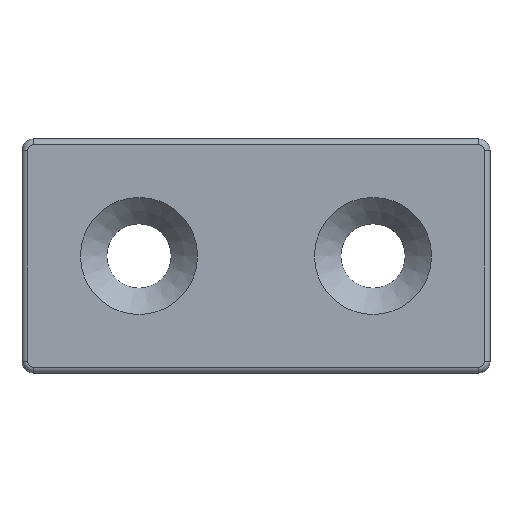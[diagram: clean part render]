
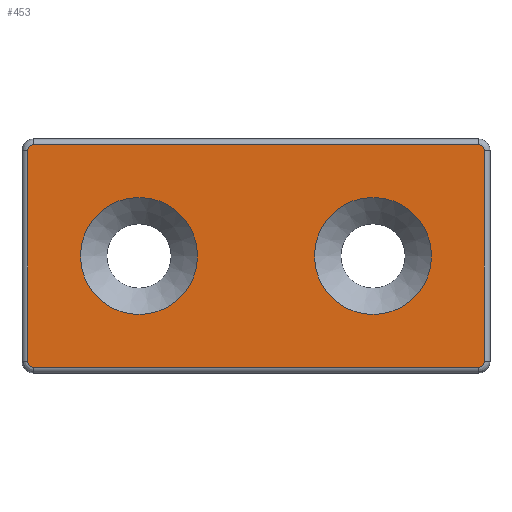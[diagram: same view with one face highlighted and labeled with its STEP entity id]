
A CAD part, top view. The second image highlights one B-rep face of the part: STEP entity #453.
In plain terms, the highlighted planar face has unit normal (0, 0, 1).
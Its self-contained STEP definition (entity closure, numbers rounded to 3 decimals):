
#18=FACE_BOUND($,#147,.T.);
#19=FACE_BOUND($,#148,.T.);
#20=FACE_BOUND($,#149,.T.);
#30=PLANE($,#512);
#46=LINE($,#790,#70);
#48=LINE($,#795,#72);
#49=LINE($,#826,#73);
#51=LINE($,#831,#75);
#70=VECTOR($,#607,38.);
#72=VECTOR($,#613,18.);
#73=VECTOR($,#628,18.);
#75=VECTOR($,#634,38.);
#147=EDGE_LOOP($,(#399));
#148=EDGE_LOOP($,(#400));
#149=EDGE_LOOP($,(#401,#402,#403,#404,#405,#406,#407,#408));
#180=CIRCLE($,#492,0.5);
#185=CIRCLE($,#499,0.5);
#188=CIRCLE($,#502,0.5);
#192=CIRCLE($,#508,0.5);
#193=CIRCLE($,#513,5.);
#194=CIRCLE($,#514,5.);
#220=VERTEX_POINT($,#781);
#221=VERTEX_POINT($,#783);
#223=VERTEX_POINT($,#788);
#224=VERTEX_POINT($,#793);
#226=VERTEX_POINT($,#806);
#227=VERTEX_POINT($,#819);
#229=VERTEX_POINT($,#824);
#230=VERTEX_POINT($,#829);
#231=VERTEX_POINT($,#850);
#232=VERTEX_POINT($,#852);
#271=EDGE_CURVE($,#220,#221,#180,.T.);
#274=EDGE_CURVE($,#223,#220,#46,.T.);
#277=EDGE_CURVE($,#221,#224,#48,.T.);
#279=EDGE_CURVE($,#226,#223,#185,.T.);
#282=EDGE_CURVE($,#224,#227,#188,.T.);
#284=EDGE_CURVE($,#229,#226,#49,.T.);
#287=EDGE_CURVE($,#227,#230,#51,.T.);
#289=EDGE_CURVE($,#230,#229,#192,.T.);
#293=EDGE_CURVE($,#231,#231,#193,.T.);
#294=EDGE_CURVE($,#232,#232,#194,.T.);
#399=ORIENTED_EDGE($,*,*,#293,.T.);
#400=ORIENTED_EDGE($,*,*,#294,.T.);
#401=ORIENTED_EDGE($,*,*,#271,.F.);
#402=ORIENTED_EDGE($,*,*,#274,.F.);
#403=ORIENTED_EDGE($,*,*,#279,.F.);
#404=ORIENTED_EDGE($,*,*,#284,.F.);
#405=ORIENTED_EDGE($,*,*,#289,.F.);
#406=ORIENTED_EDGE($,*,*,#287,.F.);
#407=ORIENTED_EDGE($,*,*,#282,.F.);
#408=ORIENTED_EDGE($,*,*,#277,.F.);
#453=ADVANCED_FACE($,(#18,#19,#20),#30,.T.);
#492=AXIS2_PLACEMENT_3D($,#784,#599,#600);
#499=AXIS2_PLACEMENT_3D($,#808,#616,#617);
#502=AXIS2_PLACEMENT_3D($,#821,#622,#623);
#508=AXIS2_PLACEMENT_3D($,#842,#637,#638);
#512=AXIS2_PLACEMENT_3D($,#849,#648,#649);
#513=AXIS2_PLACEMENT_3D($,#851,#650,#651);
#514=AXIS2_PLACEMENT_3D($,#853,#652,#653);
#599=DIRECTION('center_axis',(0.,0.,-1.));
#600=DIRECTION('ref_axis',(-0.707,-0.707,0.));
#607=DIRECTION($,(-1.,0.,0.));
#613=DIRECTION($,(0.,1.,0.));
#616=DIRECTION('center_axis',(0.,0.,-1.));
#617=DIRECTION('ref_axis',(0.707,-0.707,0.));
#622=DIRECTION('center_axis',(0.,0.,-1.));
#623=DIRECTION('ref_axis',(-0.707,0.707,0.));
#628=DIRECTION($,(0.,-1.,0.));
#634=DIRECTION($,(1.,0.,0.));
#637=DIRECTION('center_axis',(0.,0.,-1.));
#638=DIRECTION('ref_axis',(0.707,0.707,0.));
#648=DIRECTION('center_axis',(0.,0.,1.));
#649=DIRECTION('ref_axis',(1.,0.,0.));
#650=DIRECTION('center_axis',(0.,0.,-1.));
#651=DIRECTION('ref_axis',(1.,0.,0.));
#652=DIRECTION('center_axis',(0.,0.,-1.));
#653=DIRECTION('ref_axis',(1.,0.,0.));
#781=CARTESIAN_POINT('',(-24.064,-8.183,3.));
#783=CARTESIAN_POINT('',(-24.564,-7.683,3.));
#784=CARTESIAN_POINT('Origin',(-24.064,-7.683,3.));
#788=CARTESIAN_POINT('',(13.936,-8.183,3.));
#790=CARTESIAN_POINT($,(4.936,-8.183,3.));
#793=CARTESIAN_POINT('',(-24.564,10.317,3.));
#795=CARTESIAN_POINT($,(-24.564,-3.683,3.));
#806=CARTESIAN_POINT('',(14.436,-7.683,3.));
#808=CARTESIAN_POINT('Origin',(13.936,-7.683,3.));
#819=CARTESIAN_POINT('',(-24.064,10.817,3.));
#821=CARTESIAN_POINT('Origin',(-24.064,10.317,3.));
#824=CARTESIAN_POINT('',(14.436,10.317,3.));
#826=CARTESIAN_POINT($,(14.436,6.317,3.));
#829=CARTESIAN_POINT('',(13.936,10.817,3.));
#831=CARTESIAN_POINT($,(-15.064,10.817,3.));
#842=CARTESIAN_POINT('Origin',(13.936,10.317,3.));
#849=CARTESIAN_POINT('Origin',(-5.064,1.317,3.));
#850=CARTESIAN_POINT('',(9.936,1.317,3.));
#851=CARTESIAN_POINT('Origin',(4.936,1.317,3.));
#852=CARTESIAN_POINT('',(-10.064,1.317,3.));
#853=CARTESIAN_POINT('Origin',(-15.064,1.317,3.));
